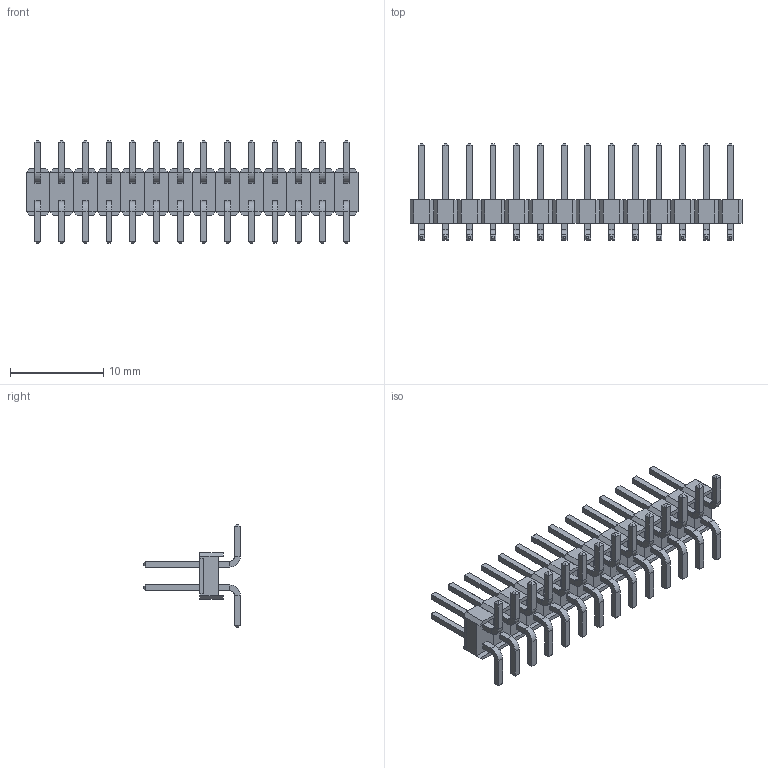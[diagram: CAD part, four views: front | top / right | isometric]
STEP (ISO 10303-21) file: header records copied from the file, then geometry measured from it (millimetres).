
FILE_DESCRIPTION (( 'STEP AP214' ), '1' );
FILE_NAME ('PLD_28SMD.STEP', '2019-07-03T12:50:09', ( '' ), ( '' ), 'SwSTEP 2.0', 'SolidWorks 2018', '' );
FILE_SCHEMA (( 'AUTOMOTIVE_DESIGN' ));
Length unit declared in the file: millimetre
Products named in the file (1): PLD_28SMD
Bounding box: 35.56 x 10.36 x 11 mm (x, y, z)
Volume: 487.7 mm3; surface area: 1662.2 mm2
Topology: 14 solids, 14 shells, 1036 faces, 2352 edges, 1400 vertices
Faces by surface type: plane 980, cylinder 56
Entity records: 39383 total; most frequent: CARTESIAN_POINT 4789, ORIENTED_EDGE 4704, DIRECTION 4538, EDGE_CURVE 2352, LINE 2240, VECTOR 2240, VERTEX_POINT 1400, AXIS2_PLACEMENT_3D 1149
